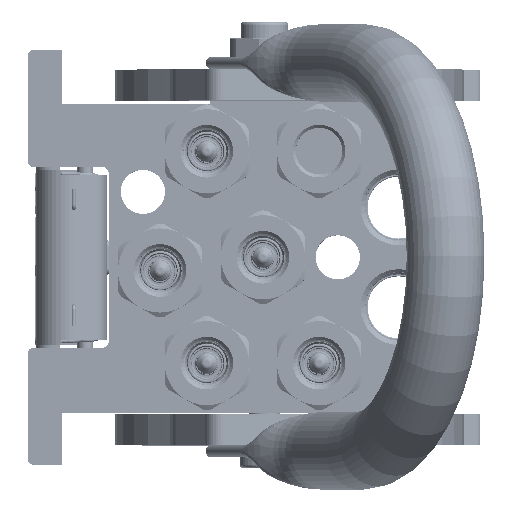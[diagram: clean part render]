
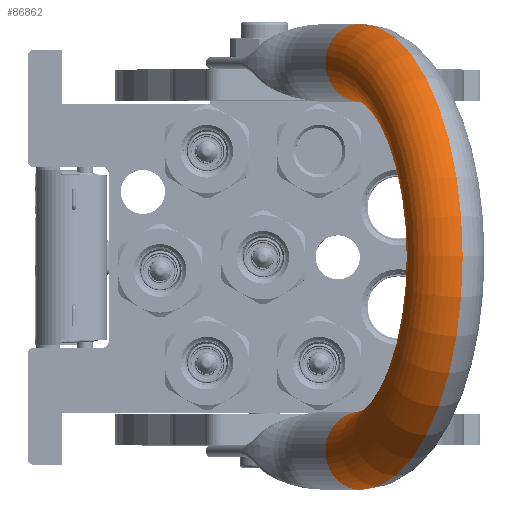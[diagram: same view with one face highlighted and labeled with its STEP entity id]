
A CAD part, top view. The second image highlights one B-rep face of the part: STEP entity #86862.
In plain terms, the highlighted toroidal (fillet/blend) face has major radius 62.25 mm and minor radius 12.5 mm.
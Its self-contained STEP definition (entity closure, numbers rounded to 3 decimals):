
#1013 = DIRECTION ( 'NONE',  ( 0., 1., 0. ) ) ;
#4081 = CIRCLE ( 'NONE', #115969, 49.75 ) ;
#5626 = EDGE_CURVE ( 'NONE', #123930, #91333, #122071, .T. ) ;
#6578 = CARTESIAN_POINT ( 'NONE',  ( 74.75, 0., 25.25 ) ) ;
#12764 = CARTESIAN_POINT ( 'NONE',  ( 0., 0., 25.25 ) ) ;
#13048 = DIRECTION ( 'NONE',  ( 0., 0., 1. ) ) ;
#21854 = ORIENTED_EDGE ( 'NONE', *, *, #5626, .T. ) ;
#22118 = FACE_OUTER_BOUND ( 'NONE', #106186, .T. ) ;
#22776 = DIRECTION ( 'NONE',  ( -1., 0., 0. ) ) ;
#27094 = DIRECTION ( 'NONE',  ( 0., 0., -1. ) ) ;
#28384 = VERTEX_POINT ( 'NONE', #75610 ) ;
#33818 = CARTESIAN_POINT ( 'NONE',  ( -74.75, 0., 25.25 ) ) ;
#35069 = DIRECTION ( 'NONE',  ( -1., 0., 0. ) ) ;
#39738 = AXIS2_PLACEMENT_3D ( 'NONE', #12764, #104431, #22776 ) ;
#41781 = EDGE_CURVE ( 'NONE', #48692, #28384, #76212, .T. ) ;
#47907 = CARTESIAN_POINT ( 'NONE',  ( 0., 0., 25.25 ) ) ;
#48692 = VERTEX_POINT ( 'NONE', #6578 ) ;
#50142 = DIRECTION ( 'NONE',  ( 0., 1., 0. ) ) ;
#51107 = DIRECTION ( 'NONE',  ( -1., 0., 0. ) ) ;
#51710 = ORIENTED_EDGE ( 'NONE', *, *, #60001, .F. ) ;
#57991 = ORIENTED_EDGE ( 'NONE', *, *, #41781, .F. ) ;
#60001 = EDGE_CURVE ( 'NONE', #123930, #48692, #100503, .T. ) ;
#63145 = CARTESIAN_POINT ( 'NONE',  ( 0., 0., 25.25 ) ) ;
#74638 = AXIS2_PLACEMENT_3D ( 'NONE', #91707, #13048, #35069 ) ;
#75610 = CARTESIAN_POINT ( 'NONE',  ( 49.75, 0., 25.25 ) ) ;
#76212 = CIRCLE ( 'NONE', #147833, 12.5 ) ;
#86862 = ADVANCED_FACE ( 'NONE', ( #22118 ), #147863, .T. ) ;
#91333 = VERTEX_POINT ( 'NONE', #101408 ) ;
#91707 = CARTESIAN_POINT ( 'NONE',  ( -62.25, 0., 25.25 ) ) ;
#99458 = ORIENTED_EDGE ( 'NONE', *, *, #143686, .T. ) ;
#100503 = CIRCLE ( 'NONE', #39738, 74.75 ) ;
#101408 = CARTESIAN_POINT ( 'NONE',  ( -49.75, 0., 25.25 ) ) ;
#104431 = DIRECTION ( 'NONE',  ( 0., 1., 0. ) ) ;
#106186 = EDGE_LOOP ( 'NONE', ( #99458, #57991, #51710, #21854 ) ) ;
#115969 = AXIS2_PLACEMENT_3D ( 'NONE', #63145, #50142, #51107 ) ;
#117860 = CARTESIAN_POINT ( 'NONE',  ( 62.25, 0., 25.25 ) ) ;
#122071 = CIRCLE ( 'NONE', #74638, 12.5 ) ;
#123930 = VERTEX_POINT ( 'NONE', #33818 ) ;
#126216 = AXIS2_PLACEMENT_3D ( 'NONE', #47907, #1013, #139237 ) ;
#129900 = DIRECTION ( 'NONE',  ( 1., 0., 0. ) ) ;
#139237 = DIRECTION ( 'NONE',  ( 1., 0., 0. ) ) ;
#143686 = EDGE_CURVE ( 'NONE', #91333, #28384, #4081, .T. ) ;
#147833 = AXIS2_PLACEMENT_3D ( 'NONE', #117860, #27094, #129900 ) ;
#147863 = TOROIDAL_SURFACE ( 'NONE', #126216, 62.25, 12.5 ) ;
